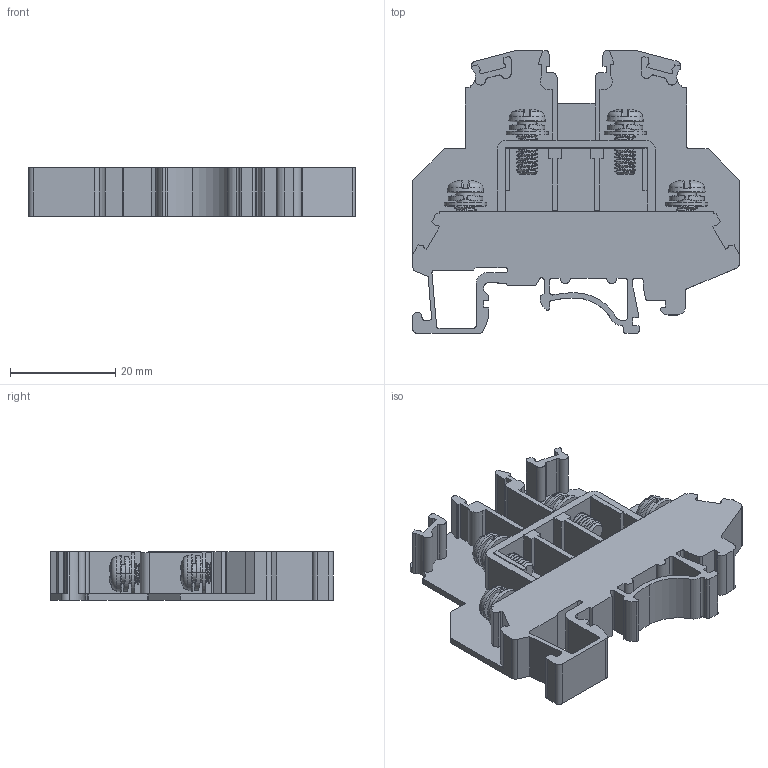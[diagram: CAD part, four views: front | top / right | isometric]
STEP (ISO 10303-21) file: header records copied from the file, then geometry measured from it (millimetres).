
FILE_DESCRIPTION((''),'2;1');
FILE_NAME('PRT0001','2022-10-20T',('ASUS'),(''),'PRO/ENGINEER BY PARAMETRIC TECHNOLOGY CORPORATION, 2013230','PRO/ENGINEER BY PARAMETRIC TECHNOLOGY CORPORATION, 2013230','');
FILE_SCHEMA(('CONFIG_CONTROL_DESIGN'));
Length unit declared in the file: millimetre
Products named in the file (1): PRT0001
Bounding box: 62.05 x 53.69 x 9.2 mm (x, y, z)
Volume: 11803.9 mm3; surface area: 11219.8 mm2
Topology: 7 solids, 7 shells, 658 faces, 1754 edges, 1116 vertices
Faces by surface type: plane 258, bspline 174, cylinder 170, cone 32, torus 16, sphere 8
Entity records: 35016 total; most frequent: CARTESIAN_POINT 19927, ORIENTED_EDGE 3492, DIRECTION 2580, EDGE_CURVE 1746, VERTEX_POINT 1116, VECTOR 876, LINE 876, AXIS2_PLACEMENT_3D 852
